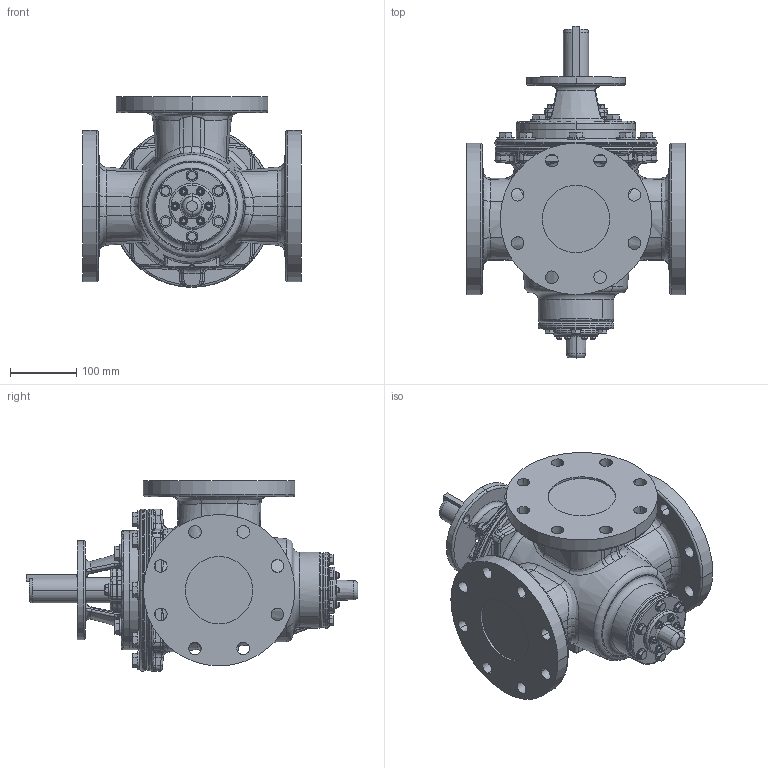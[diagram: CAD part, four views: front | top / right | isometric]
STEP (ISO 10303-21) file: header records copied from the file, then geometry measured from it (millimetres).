
FILE_DESCRIPTION((''),'2;1');
FILE_NAME('5504_SW0001','2023-09-13T11:27:59',('jlesh'),(''),'CREO PARAMETRIC BY PTC INC, 2023072','CREO PARAMETRIC BY PTC INC, 2023072','');
FILE_SCHEMA(('AUTOMOTIVE_DESIGN { 1 0 10303 214 1 1 1 1 }'));
Products named in the file (1): 5504_SW0001
Bounding box: 330.2 x 500.86 x 287.34 mm (x, y, z)
Volume: 12759172.3 mm3; surface area: 696779.4 mm2
Topology: 1 solids, 3 shells, 1339 faces, 3148 edges, 1888 vertices
Faces by surface type: plane 360, bspline 318, cylinder 280, cone 192, torus 179, sphere 10
Entity records: 71263 total; most frequent: CARTESIAN_POINT 36041, ORIENTED_EDGE 6284, DIRECTION 5609, EDGE_CURVE 3142, AXIS2_PLACEMENT_3D 2350, VERTEX_POINT 1888, EDGE_LOOP 1496, FACE_OUTER_BOUND 1339
